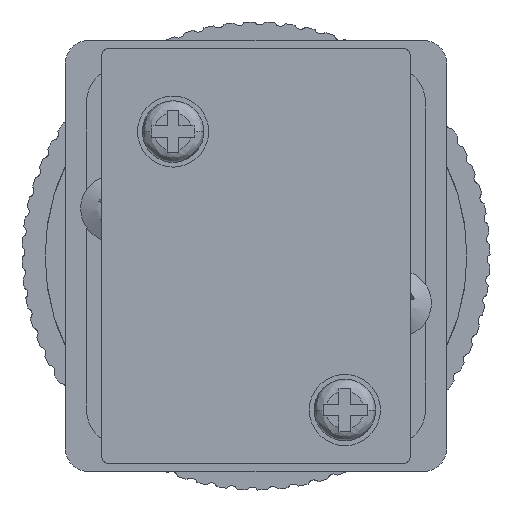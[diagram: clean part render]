
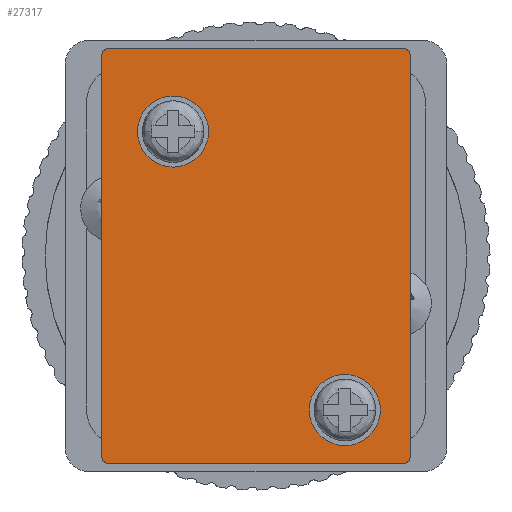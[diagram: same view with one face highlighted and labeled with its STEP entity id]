
A CAD part, front view. The second image highlights one B-rep face of the part: STEP entity #27317.
In plain terms, the highlighted planar face has unit normal (0, -1, 0).
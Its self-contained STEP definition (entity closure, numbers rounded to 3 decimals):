
#173 = CIRCLE ( 'NONE', #33053, 3. ) ;
#322 = ORIENTED_EDGE ( 'NONE', *, *, #17823, .F. ) ;
#477 = VERTEX_POINT ( 'NONE', #11007 ) ;
#822 = AXIS2_PLACEMENT_3D ( 'NONE', #38018, #20332, #2773 ) ;
#973 = VERTEX_POINT ( 'NONE', #19550 ) ;
#997 = ORIENTED_EDGE ( 'NONE', *, *, #25578, .F. ) ;
#1365 = CARTESIAN_POINT ( 'NONE',  ( -12.5, -41.361, -17.361 ) ) ;
#2028 = EDGE_LOOP ( 'NONE', ( #28236, #13304 ) ) ;
#2559 = DIRECTION ( 'NONE',  ( 0., 1., 0. ) ) ;
#2732 = VERTEX_POINT ( 'NONE', #9258 ) ;
#2773 = DIRECTION ( 'NONE',  ( 1., 0., 0. ) ) ;
#2792 = CIRCLE ( 'NONE', #35544, 0.5 ) ;
#3490 = CARTESIAN_POINT ( 'NONE',  ( -12.5, -41.361, -17.861 ) ) ;
#3582 = DIRECTION ( 'NONE',  ( 0., -1., 0. ) ) ;
#4492 = CARTESIAN_POINT ( 'NONE',  ( 13., -41.361, -17.361 ) ) ;
#4609 = CARTESIAN_POINT ( 'NONE',  ( -12.5, -41.361, -51.861 ) ) ;
#4947 = FACE_OUTER_BOUND ( 'NONE', #6356, .T. ) ;
#5366 = PLANE ( 'NONE',  #24518 ) ;
#5461 = ORIENTED_EDGE ( 'NONE', *, *, #30742, .F. ) ;
#6298 = CARTESIAN_POINT ( 'NONE',  ( 12.5, -41.361, -17.861 ) ) ;
#6346 = CARTESIAN_POINT ( 'NONE',  ( -13., -41.361, -34.861 ) ) ;
#6356 = EDGE_LOOP ( 'NONE', ( #5461, #30551, #24541, #7820, #29761, #28405, #997, #29841 ) ) ;
#6430 = DIRECTION ( 'NONE',  ( -1., 0., 0. ) ) ;
#7249 = VERTEX_POINT ( 'NONE', #30546 ) ;
#7617 = DIRECTION ( 'NONE',  ( -1., 0., 0. ) ) ;
#7820 = ORIENTED_EDGE ( 'NONE', *, *, #8355, .F. ) ;
#7821 = DIRECTION ( 'NONE',  ( 1., 0., 0. ) ) ;
#8355 = EDGE_CURVE ( 'NONE', #35320, #2732, #28122, .T. ) ;
#9056 = VERTEX_POINT ( 'NONE', #1365 ) ;
#9258 = CARTESIAN_POINT ( 'NONE',  ( -12.5, -41.361, -52.361 ) ) ;
#9275 = DIRECTION ( 'NONE',  ( -1., 0., 0. ) ) ;
#9319 = DIRECTION ( 'NONE',  ( 0., 0., 1. ) ) ;
#10155 = CARTESIAN_POINT ( 'NONE',  ( 12.5, -41.361, -51.861 ) ) ;
#10396 = VECTOR ( 'NONE', #25040, 1000. ) ;
#10433 = CIRCLE ( 'NONE', #23540, 3. ) ;
#10559 = CIRCLE ( 'NONE', #31480, 0.5 ) ;
#11007 = CARTESIAN_POINT ( 'NONE',  ( -13., -41.361, -51.861 ) ) ;
#11427 = VERTEX_POINT ( 'NONE', #25592 ) ;
#11859 = CARTESIAN_POINT ( 'NONE',  ( -4., -41.361, -24.361 ) ) ;
#12471 = VECTOR ( 'NONE', #33714, 1000. ) ;
#12517 = AXIS2_PLACEMENT_3D ( 'NONE', #4609, #25171, #7617 ) ;
#12744 = FACE_BOUND ( 'NONE', #2028, .T. ) ;
#13071 = DIRECTION ( 'NONE',  ( -1., 0., 0. ) ) ;
#13304 = ORIENTED_EDGE ( 'NONE', *, *, #36708, .F. ) ;
#13349 = CIRCLE ( 'NONE', #16430, 3. ) ;
#13580 = DIRECTION ( 'NONE',  ( 0., -1., 0. ) ) ;
#13622 = CIRCLE ( 'NONE', #822, 3. ) ;
#13833 = VERTEX_POINT ( 'NONE', #14218 ) ;
#13876 = DIRECTION ( 'NONE',  ( 0., -1., 0. ) ) ;
#13963 = VERTEX_POINT ( 'NONE', #32361 ) ;
#14056 = EDGE_CURVE ( 'NONE', #11427, #29164, #13349, .T. ) ;
#14212 = CARTESIAN_POINT ( 'NONE',  ( 0., -41.361, -34.861 ) ) ;
#14218 = CARTESIAN_POINT ( 'NONE',  ( 12.5, -41.361, -17.361 ) ) ;
#14512 = VECTOR ( 'NONE', #7821, 1000. ) ;
#16071 = CARTESIAN_POINT ( 'NONE',  ( 0., -41.361, -52.361 ) ) ;
#16430 = AXIS2_PLACEMENT_3D ( 'NONE', #21136, #3582, #24127 ) ;
#16487 = VERTEX_POINT ( 'NONE', #11859 ) ;
#17823 = EDGE_CURVE ( 'NONE', #29164, #11427, #13622, .T. ) ;
#18882 = VERTEX_POINT ( 'NONE', #35051 ) ;
#19550 = CARTESIAN_POINT ( 'NONE',  ( 13., -41.361, -51.861 ) ) ;
#19975 = EDGE_LOOP ( 'NONE', ( #22011, #322 ) ) ;
#20332 = DIRECTION ( 'NONE',  ( 0., -1., 0. ) ) ;
#20557 = FACE_BOUND ( 'NONE', #19975, .T. ) ;
#21136 = CARTESIAN_POINT ( 'NONE',  ( 7.5, -41.361, -47.861 ) ) ;
#21569 = EDGE_CURVE ( 'NONE', #973, #35320, #10559, .T. ) ;
#22011 = ORIENTED_EDGE ( 'NONE', *, *, #14056, .F. ) ;
#22111 = AXIS2_PLACEMENT_3D ( 'NONE', #3490, #24050, #6430 ) ;
#23095 = DIRECTION ( 'NONE',  ( -1., 0., 0. ) ) ;
#23540 = AXIS2_PLACEMENT_3D ( 'NONE', #31490, #13876, #34452 ) ;
#23665 = EDGE_CURVE ( 'NONE', #9056, #13833, #36150, .T. ) ;
#24050 = DIRECTION ( 'NONE',  ( 0., 1., 0. ) ) ;
#24127 = DIRECTION ( 'NONE',  ( 1., 0., 0. ) ) ;
#24518 = AXIS2_PLACEMENT_3D ( 'NONE', #14212, #2559, #23095 ) ;
#24541 = ORIENTED_EDGE ( 'NONE', *, *, #34793, .F. ) ;
#25040 = DIRECTION ( 'NONE',  ( 0., 0., 1. ) ) ;
#25171 = DIRECTION ( 'NONE',  ( 0., 1., 0. ) ) ;
#25370 = CARTESIAN_POINT ( 'NONE',  ( 12.5, -41.361, -52.361 ) ) ;
#25578 = EDGE_CURVE ( 'NONE', #13833, #18882, #2792, .T. ) ;
#25592 = CARTESIAN_POINT ( 'NONE',  ( 10.5, -41.361, -47.861 ) ) ;
#25995 = LINE ( 'NONE', #4492, #10396 ) ;
#26020 = CIRCLE ( 'NONE', #12517, 0.5 ) ;
#26851 = DIRECTION ( 'NONE',  ( 0., 1., 0. ) ) ;
#27034 = VECTOR ( 'NONE', #9319, 1000. ) ;
#27317 = ADVANCED_FACE ( 'NONE', ( #4947, #20557, #12744 ), #5366, .F. ) ;
#27958 = LINE ( 'NONE', #6346, #27034 ) ;
#28122 = LINE ( 'NONE', #16071, #12471 ) ;
#28232 = EDGE_CURVE ( 'NONE', #16487, #13963, #10433, .T. ) ;
#28236 = ORIENTED_EDGE ( 'NONE', *, *, #28232, .F. ) ;
#28332 = CARTESIAN_POINT ( 'NONE',  ( 0., -41.361, -17.361 ) ) ;
#28405 = ORIENTED_EDGE ( 'NONE', *, *, #28713, .T. ) ;
#28713 = EDGE_CURVE ( 'NONE', #973, #18882, #25995, .T. ) ;
#29164 = VERTEX_POINT ( 'NONE', #31161 ) ;
#29761 = ORIENTED_EDGE ( 'NONE', *, *, #21569, .F. ) ;
#29841 = ORIENTED_EDGE ( 'NONE', *, *, #23665, .F. ) ;
#30546 = CARTESIAN_POINT ( 'NONE',  ( -13., -41.361, -17.861 ) ) ;
#30551 = ORIENTED_EDGE ( 'NONE', *, *, #32772, .F. ) ;
#30685 = DIRECTION ( 'NONE',  ( 0., 1., 0. ) ) ;
#30742 = EDGE_CURVE ( 'NONE', #7249, #9056, #34602, .T. ) ;
#31161 = CARTESIAN_POINT ( 'NONE',  ( 4.5, -41.361, -47.861 ) ) ;
#31183 = CARTESIAN_POINT ( 'NONE',  ( -7., -41.361, -24.361 ) ) ;
#31480 = AXIS2_PLACEMENT_3D ( 'NONE', #10155, #30685, #13071 ) ;
#31490 = CARTESIAN_POINT ( 'NONE',  ( -7., -41.361, -24.361 ) ) ;
#32361 = CARTESIAN_POINT ( 'NONE',  ( -10., -41.361, -24.361 ) ) ;
#32772 = EDGE_CURVE ( 'NONE', #477, #7249, #27958, .T. ) ;
#33053 = AXIS2_PLACEMENT_3D ( 'NONE', #31183, #13580, #34163 ) ;
#33714 = DIRECTION ( 'NONE',  ( -1., 0., 0. ) ) ;
#34163 = DIRECTION ( 'NONE',  ( 1., 0., 0. ) ) ;
#34452 = DIRECTION ( 'NONE',  ( 1., 0., 0. ) ) ;
#34602 = CIRCLE ( 'NONE', #22111, 0.5 ) ;
#34793 = EDGE_CURVE ( 'NONE', #2732, #477, #26020, .T. ) ;
#35051 = CARTESIAN_POINT ( 'NONE',  ( 13., -41.361, -17.861 ) ) ;
#35320 = VERTEX_POINT ( 'NONE', #25370 ) ;
#35544 = AXIS2_PLACEMENT_3D ( 'NONE', #6298, #26851, #9275 ) ;
#36150 = LINE ( 'NONE', #28332, #14512 ) ;
#36708 = EDGE_CURVE ( 'NONE', #13963, #16487, #173, .T. ) ;
#38018 = CARTESIAN_POINT ( 'NONE',  ( 7.5, -41.361, -47.861 ) ) ;
